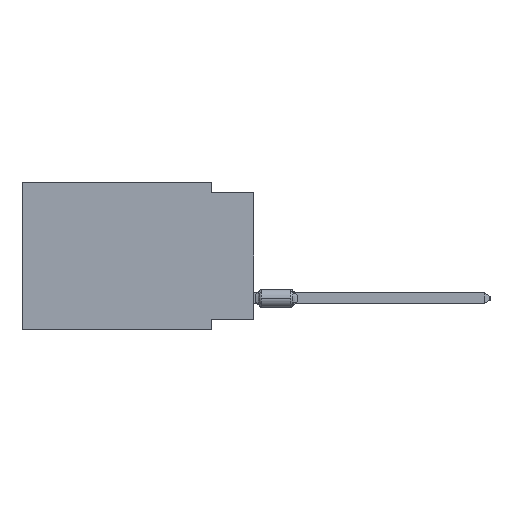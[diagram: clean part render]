
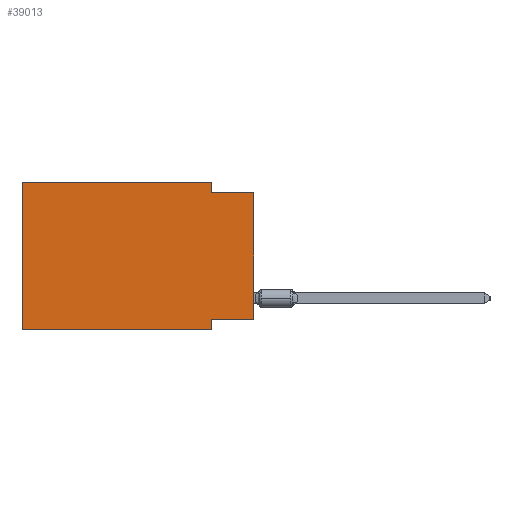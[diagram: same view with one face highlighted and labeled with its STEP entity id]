
A CAD part, left-side view. The second image highlights one B-rep face of the part: STEP entity #39013.
In plain terms, the highlighted planar face has unit normal (-1, 0, 0).
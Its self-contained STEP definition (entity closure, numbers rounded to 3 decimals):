
#18 = CARTESIAN_POINT ( 'NONE',  ( 0., 2.54, -8.255 ) ) ;
#769 = ORIENTED_EDGE ( 'NONE', *, *, #34641, .F. ) ;
#3799 = EDGE_CURVE ( 'NONE', #40440, #28055, #13378, .T. ) ;
#7060 = LINE ( 'NONE', #7653, #67472 ) ;
#7653 = CARTESIAN_POINT ( 'NONE',  ( 0., 0., 0. ) ) ;
#13378 = LINE ( 'NONE', #60341, #60038 ) ;
#14721 = LINE ( 'NONE', #77574, #38199 ) ;
#14778 = DIRECTION ( 'NONE',  ( 0., 0., 1. ) ) ;
#15308 = VERTEX_POINT ( 'NONE', #41635 ) ;
#16343 = CARTESIAN_POINT ( 'NONE',  ( 0., 0., -0.635 ) ) ;
#17056 = ORIENTED_EDGE ( 'NONE', *, *, #113418, .F. ) ;
#19941 = ORIENTED_EDGE ( 'NONE', *, *, #27264, .T. ) ;
#21382 = EDGE_CURVE ( 'NONE', #40440, #23404, #7060, .T. ) ;
#23404 = VERTEX_POINT ( 'NONE', #53257 ) ;
#27264 = EDGE_CURVE ( 'NONE', #39057, #72967, #109338, .T. ) ;
#28055 = VERTEX_POINT ( 'NONE', #18 ) ;
#28806 = DIRECTION ( 'NONE',  ( 0., -1., 0. ) ) ;
#30955 = CARTESIAN_POINT ( 'NONE',  ( 0., 2.54, -0.635 ) ) ;
#33584 = CARTESIAN_POINT ( 'NONE',  ( 0., 2.54, -8.89 ) ) ;
#34641 = EDGE_CURVE ( 'NONE', #35569, #15308, #108771, .T. ) ;
#35569 = VERTEX_POINT ( 'NONE', #40795 ) ;
#35889 = CARTESIAN_POINT ( 'NONE',  ( 0., 13.97, -8.89 ) ) ;
#38199 = VECTOR ( 'NONE', #86406, 1000. ) ;
#38870 = PLANE ( 'NONE',  #41978 ) ;
#39013 = ADVANCED_FACE ( 'NONE', ( #46005 ), #38870, .F. ) ;
#39057 = VERTEX_POINT ( 'NONE', #55952 ) ;
#39456 = DIRECTION ( 'NONE',  ( 0., 0., -1. ) ) ;
#40440 = VERTEX_POINT ( 'NONE', #50651 ) ;
#40795 = CARTESIAN_POINT ( 'NONE',  ( 0., 13.97, 0. ) ) ;
#41224 = CARTESIAN_POINT ( 'NONE',  ( 0., 13.97, 0. ) ) ;
#41635 = CARTESIAN_POINT ( 'NONE',  ( 0., 2.54, 0. ) ) ;
#41978 = AXIS2_PLACEMENT_3D ( 'NONE', #74713, #82979, #110605 ) ;
#46005 = FACE_OUTER_BOUND ( 'NONE', #102036, .T. ) ;
#46614 = VECTOR ( 'NONE', #14778, 1000. ) ;
#47558 = ORIENTED_EDGE ( 'NONE', *, *, #21382, .T. ) ;
#48140 = CARTESIAN_POINT ( 'NONE',  ( 0., 13.97, 0. ) ) ;
#48403 = EDGE_CURVE ( 'NONE', #76915, #23404, #79795, .T. ) ;
#50651 = CARTESIAN_POINT ( 'NONE',  ( 0., 0., -8.255 ) ) ;
#52474 = ORIENTED_EDGE ( 'NONE', *, *, #83086, .F. ) ;
#53257 = CARTESIAN_POINT ( 'NONE',  ( 0., 0., -0.635 ) ) ;
#54069 = EDGE_CURVE ( 'NONE', #15308, #76915, #94113, .T. ) ;
#55952 = CARTESIAN_POINT ( 'NONE',  ( 0., 13.97, -8.89 ) ) ;
#58434 = VECTOR ( 'NONE', #107445, 1000. ) ;
#59759 = DIRECTION ( 'NONE',  ( 0., 1., 0. ) ) ;
#60038 = VECTOR ( 'NONE', #59759, 1000. ) ;
#60341 = CARTESIAN_POINT ( 'NONE',  ( 0., 0., -8.255 ) ) ;
#63484 = DIRECTION ( 'NONE',  ( 0., -1., 0. ) ) ;
#63888 = ORIENTED_EDGE ( 'NONE', *, *, #48403, .F. ) ;
#67472 = VECTOR ( 'NONE', #97571, 1000. ) ;
#72967 = VERTEX_POINT ( 'NONE', #33584 ) ;
#74026 = VECTOR ( 'NONE', #28806, 1000. ) ;
#74713 = CARTESIAN_POINT ( 'NONE',  ( 0., 13.97, 0. ) ) ;
#76915 = VERTEX_POINT ( 'NONE', #30955 ) ;
#77574 = CARTESIAN_POINT ( 'NONE',  ( 0., 2.54, -8.89 ) ) ;
#77786 = VECTOR ( 'NONE', #39456, 1000. ) ;
#79795 = LINE ( 'NONE', #16343, #58434 ) ;
#82979 = DIRECTION ( 'NONE',  ( 1., 0., 0. ) ) ;
#83086 = EDGE_CURVE ( 'NONE', #39057, #35569, #104117, .T. ) ;
#85993 = ORIENTED_EDGE ( 'NONE', *, *, #3799, .F. ) ;
#86406 = DIRECTION ( 'NONE',  ( 0., 0., -1. ) ) ;
#94113 = LINE ( 'NONE', #102353, #77786 ) ;
#97571 = DIRECTION ( 'NONE',  ( 0., 0., 1. ) ) ;
#101350 = VECTOR ( 'NONE', #63484, 1000. ) ;
#102036 = EDGE_LOOP ( 'NONE', ( #47558, #63888, #102720, #769, #52474, #19941, #17056, #85993 ) ) ;
#102353 = CARTESIAN_POINT ( 'NONE',  ( 0., 2.54, 0. ) ) ;
#102720 = ORIENTED_EDGE ( 'NONE', *, *, #54069, .F. ) ;
#104117 = LINE ( 'NONE', #41224, #46614 ) ;
#107445 = DIRECTION ( 'NONE',  ( 0., -1., 0. ) ) ;
#108771 = LINE ( 'NONE', #48140, #101350 ) ;
#109338 = LINE ( 'NONE', #35889, #74026 ) ;
#110605 = DIRECTION ( 'NONE',  ( 0., 0., -1. ) ) ;
#113418 = EDGE_CURVE ( 'NONE', #28055, #72967, #14721, .T. ) ;
